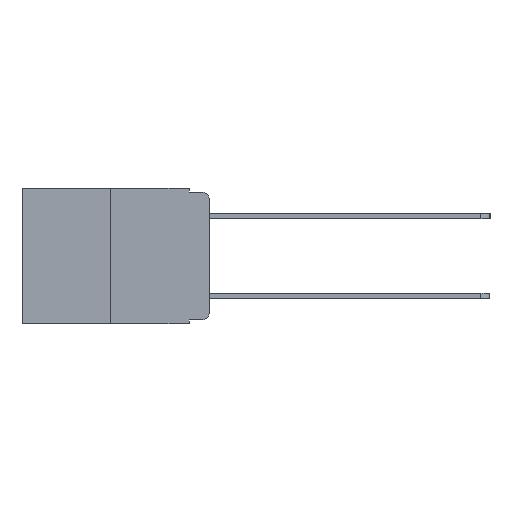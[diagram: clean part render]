
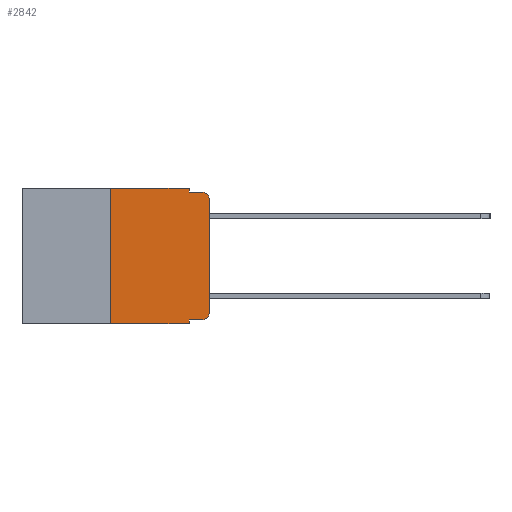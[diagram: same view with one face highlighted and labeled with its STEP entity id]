
A CAD part, left-side view. The second image highlights one B-rep face of the part: STEP entity #2842.
In plain terms, the highlighted planar face has unit normal (-1, 0, 0).
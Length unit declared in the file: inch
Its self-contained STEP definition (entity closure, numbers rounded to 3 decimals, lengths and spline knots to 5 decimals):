
#172 = VERTEX_POINT ( 'NONE', #8634 ) ;
#307 = ORIENTED_EDGE ( 'NONE', *, *, #5256, .F. ) ;
#626 = ORIENTED_EDGE ( 'NONE', *, *, #9774, .T. ) ;
#789 = CARTESIAN_POINT ( 'NONE',  ( 0., 0.051, 0. ) ) ;
#1323 = VECTOR ( 'NONE', #2757, 39.37008 ) ;
#1335 = ORIENTED_EDGE ( 'NONE', *, *, #6432, .F. ) ;
#1419 = CIRCLE ( 'NONE', #11999, 0.02 ) ;
#1530 = ORIENTED_EDGE ( 'NONE', *, *, #7036, .F. ) ;
#1613 = VERTEX_POINT ( 'NONE', #5520 ) ;
#1753 = CARTESIAN_POINT ( 'NONE',  ( 0., 0.473, -0.343 ) ) ;
#2078 = DIRECTION ( 'NONE',  ( 0., 0., -1. ) ) ;
#2232 = LINE ( 'NONE', #9971, #7016 ) ;
#2234 = VECTOR ( 'NONE', #8717, 39.37008 ) ;
#2516 = CARTESIAN_POINT ( 'NONE',  ( 0., 0.25, -0.343 ) ) ;
#2628 = ORIENTED_EDGE ( 'NONE', *, *, #7635, .T. ) ;
#2757 = DIRECTION ( 'NONE',  ( 0., -1., 0. ) ) ;
#2837 = LINE ( 'NONE', #10460, #2234 ) ;
#2842 = ADVANCED_FACE ( 'NONE', ( #9848 ), #8919, .F. ) ;
#2913 = CARTESIAN_POINT ( 'NONE',  ( 0., 0.02, -0.01 ) ) ;
#3204 = DIRECTION ( 'NONE',  ( 0., 0., 1. ) ) ;
#3515 = VERTEX_POINT ( 'NONE', #4055 ) ;
#3532 = VERTEX_POINT ( 'NONE', #4118 ) ;
#3830 = VERTEX_POINT ( 'NONE', #10185 ) ;
#3906 = DIRECTION ( 'NONE',  ( -1., 0., 0. ) ) ;
#4055 = CARTESIAN_POINT ( 'NONE',  ( 0., 0.051, -0.01 ) ) ;
#4118 = CARTESIAN_POINT ( 'NONE',  ( 0., 0., -0.03 ) ) ;
#4180 = LINE ( 'NONE', #9654, #11378 ) ;
#4281 = VERTEX_POINT ( 'NONE', #2516 ) ;
#4316 = CARTESIAN_POINT ( 'NONE',  ( 0., 0.051, 0. ) ) ;
#4534 = CIRCLE ( 'NONE', #10011, 0.02 ) ;
#4815 = VERTEX_POINT ( 'NONE', #4316 ) ;
#4839 = LINE ( 'NONE', #10631, #7317 ) ;
#5185 = EDGE_CURVE ( 'NONE', #3515, #6082, #5446, .T. ) ;
#5213 = EDGE_LOOP ( 'NONE', ( #10359, #626, #5629, #8348, #307, #1335, #11072, #1530, #2628, #6670 ) ) ;
#5256 = EDGE_CURVE ( 'NONE', #12057, #4815, #2232, .T. ) ;
#5276 = DIRECTION ( 'NONE',  ( 0., 0., -1. ) ) ;
#5347 = VERTEX_POINT ( 'NONE', #12134 ) ;
#5446 = LINE ( 'NONE', #10272, #5731 ) ;
#5480 = AXIS2_PLACEMENT_3D ( 'NONE', #10822, #7223, #7535 ) ;
#5520 = CARTESIAN_POINT ( 'NONE',  ( 0., 0.02, -0.333 ) ) ;
#5629 = ORIENTED_EDGE ( 'NONE', *, *, #5185, .F. ) ;
#5731 = VECTOR ( 'NONE', #10258, 39.37008 ) ;
#5802 = EDGE_CURVE ( 'NONE', #4815, #3515, #8831, .T. ) ;
#5816 = CARTESIAN_POINT ( 'NONE',  ( 0., 0.02, -0.313 ) ) ;
#6082 = VERTEX_POINT ( 'NONE', #2913 ) ;
#6339 = VECTOR ( 'NONE', #8500, 39.37008 ) ;
#6432 = EDGE_CURVE ( 'NONE', #4281, #12057, #8726, .T. ) ;
#6444 = VECTOR ( 'NONE', #2078, 39.37008 ) ;
#6654 = CARTESIAN_POINT ( 'NONE',  ( 0., 0.25, 0. ) ) ;
#6670 = ORIENTED_EDGE ( 'NONE', *, *, #8265, .T. ) ;
#6740 = DIRECTION ( 'NONE',  ( 0., 0., -1. ) ) ;
#7016 = VECTOR ( 'NONE', #9993, 39.37008 ) ;
#7036 = EDGE_CURVE ( 'NONE', #5347, #172, #4839, .T. ) ;
#7223 = DIRECTION ( 'NONE',  ( 1., 0., 0. ) ) ;
#7317 = VECTOR ( 'NONE', #5276, 39.37008 ) ;
#7535 = DIRECTION ( 'NONE',  ( 0., 0., -1. ) ) ;
#7635 = EDGE_CURVE ( 'NONE', #5347, #1613, #2837, .T. ) ;
#8265 = EDGE_CURVE ( 'NONE', #1613, #3830, #4534, .T. ) ;
#8348 = ORIENTED_EDGE ( 'NONE', *, *, #5802, .F. ) ;
#8500 = DIRECTION ( 'NONE',  ( 0., 0., 1. ) ) ;
#8600 = CARTESIAN_POINT ( 'NONE',  ( 0., 0.25, 0. ) ) ;
#8634 = CARTESIAN_POINT ( 'NONE',  ( 0., 0.051, -0.343 ) ) ;
#8717 = DIRECTION ( 'NONE',  ( 0., -1., 0. ) ) ;
#8726 = LINE ( 'NONE', #8600, #6339 ) ;
#8831 = LINE ( 'NONE', #789, #6444 ) ;
#8870 = LINE ( 'NONE', #1753, #1323 ) ;
#8919 = PLANE ( 'NONE',  #5480 ) ;
#9195 = EDGE_CURVE ( 'NONE', #3830, #3532, #4180, .T. ) ;
#9409 = CARTESIAN_POINT ( 'NONE',  ( 0., 0.02, -0.03 ) ) ;
#9654 = CARTESIAN_POINT ( 'NONE',  ( 0., 0., 0. ) ) ;
#9774 = EDGE_CURVE ( 'NONE', #3532, #6082, #1419, .T. ) ;
#9848 = FACE_OUTER_BOUND ( 'NONE', #5213, .T. ) ;
#9971 = CARTESIAN_POINT ( 'NONE',  ( 0., 0.473, 0. ) ) ;
#9993 = DIRECTION ( 'NONE',  ( 0., -1., 0. ) ) ;
#10011 = AXIS2_PLACEMENT_3D ( 'NONE', #5816, #11962, #6740 ) ;
#10185 = CARTESIAN_POINT ( 'NONE',  ( 0., 0., -0.313 ) ) ;
#10258 = DIRECTION ( 'NONE',  ( 0., -1., 0. ) ) ;
#10272 = CARTESIAN_POINT ( 'NONE',  ( 0., 0.051, -0.01 ) ) ;
#10276 = DIRECTION ( 'NONE',  ( 0., 0., -1. ) ) ;
#10359 = ORIENTED_EDGE ( 'NONE', *, *, #9195, .T. ) ;
#10460 = CARTESIAN_POINT ( 'NONE',  ( 0., 0.051, -0.333 ) ) ;
#10631 = CARTESIAN_POINT ( 'NONE',  ( 0., 0.051, 0. ) ) ;
#10822 = CARTESIAN_POINT ( 'NONE',  ( 0., 0.473, 0. ) ) ;
#11072 = ORIENTED_EDGE ( 'NONE', *, *, #11937, .T. ) ;
#11378 = VECTOR ( 'NONE', #3204, 39.37008 ) ;
#11937 = EDGE_CURVE ( 'NONE', #4281, #172, #8870, .T. ) ;
#11962 = DIRECTION ( 'NONE',  ( -1., 0., 0. ) ) ;
#11999 = AXIS2_PLACEMENT_3D ( 'NONE', #9409, #3906, #10276 ) ;
#12057 = VERTEX_POINT ( 'NONE', #6654 ) ;
#12134 = CARTESIAN_POINT ( 'NONE',  ( 0., 0.051, -0.333 ) ) ;
